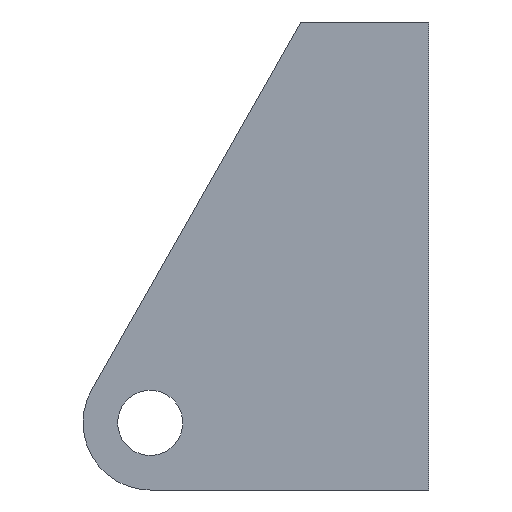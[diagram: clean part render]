
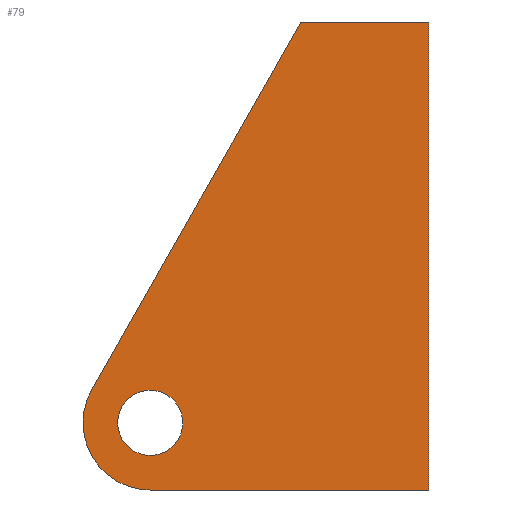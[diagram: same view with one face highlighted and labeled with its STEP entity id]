
A CAD part, left-side view. The second image highlights one B-rep face of the part: STEP entity #79.
In plain terms, the highlighted planar face has unit normal (-1, 0, 0).
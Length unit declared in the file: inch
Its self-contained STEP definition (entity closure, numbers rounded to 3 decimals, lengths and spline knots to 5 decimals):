
#20 = CARTESIAN_POINT ( 'NONE',  ( -1.28, 0., 0. ) ) ;
#29 = AXIS2_PLACEMENT_3D ( 'NONE', #125, #188, #554 ) ;
#40 = CIRCLE ( 'NONE', #658, 0.16 ) ;
#45 = EDGE_CURVE ( 'NONE', #141, #636, #328, .T. ) ;
#51 = VERTEX_POINT ( 'NONE', #56 ) ;
#56 = CARTESIAN_POINT ( 'NONE',  ( -1.28, 1.37, -2.3 ) ) ;
#59 = PLANE ( 'NONE',  #29 ) ;
#60 = CARTESIAN_POINT ( 'NONE',  ( -1.28, 0., -2.3 ) ) ;
#71 = DIRECTION ( 'NONE',  ( 0., -0.494, 0.869 ) ) ;
#79 = ADVANCED_FACE ( 'NONE', ( #625, #558 ), #59, .F. ) ;
#100 = LINE ( 'NONE', #151, #738 ) ;
#102 = CARTESIAN_POINT ( 'NONE',  ( -1.28, 1.37, -1.97 ) ) ;
#105 = DIRECTION ( 'NONE',  ( 0., 0., -1. ) ) ;
#125 = CARTESIAN_POINT ( 'NONE',  ( -1.28, 1.37, -1.97 ) ) ;
#133 = ORIENTED_EDGE ( 'NONE', *, *, #491, .F. ) ;
#141 = VERTEX_POINT ( 'NONE', #385 ) ;
#151 = CARTESIAN_POINT ( 'NONE',  ( -1.28, 0., -2.3 ) ) ;
#164 = CIRCLE ( 'NONE', #331, 0.16 ) ;
#188 = DIRECTION ( 'NONE',  ( 1., 0., 0. ) ) ;
#208 = EDGE_CURVE ( 'NONE', #645, #141, #776, .T. ) ;
#279 = EDGE_LOOP ( 'NONE', ( #669, #775, #501, #133, #578 ) ) ;
#293 = VECTOR ( 'NONE', #413, 39.37008 ) ;
#297 = DIRECTION ( 'NONE',  ( 0., 0., -1. ) ) ;
#308 = EDGE_LOOP ( 'NONE', ( #475, #371 ) ) ;
#309 = EDGE_CURVE ( 'NONE', #636, #354, #555, .T. ) ;
#328 = LINE ( 'NONE', #684, #721 ) ;
#331 = AXIS2_PLACEMENT_3D ( 'NONE', #779, #428, #297 ) ;
#354 = VERTEX_POINT ( 'NONE', #60 ) ;
#355 = CARTESIAN_POINT ( 'NONE',  ( -1.28, 1.37, -1.97 ) ) ;
#363 = DIRECTION ( 'NONE',  ( 1., 0., 0. ) ) ;
#371 = ORIENTED_EDGE ( 'NONE', *, *, #666, .T. ) ;
#385 = CARTESIAN_POINT ( 'NONE',  ( -1.28, 0.63, 0. ) ) ;
#413 = DIRECTION ( 'NONE',  ( 0., 0., -1. ) ) ;
#422 = CARTESIAN_POINT ( 'NONE',  ( -1.28, 1.37, -1.81 ) ) ;
#428 = DIRECTION ( 'NONE',  ( 1., 0., 0. ) ) ;
#466 = CARTESIAN_POINT ( 'NONE',  ( -1.28, 1.65691, -1.80695 ) ) ;
#473 = DIRECTION ( 'NONE',  ( 0., 0., -1. ) ) ;
#475 = ORIENTED_EDGE ( 'NONE', *, *, #760, .T. ) ;
#491 = EDGE_CURVE ( 'NONE', #354, #51, #100, .T. ) ;
#498 = CARTESIAN_POINT ( 'NONE',  ( -1.28, 0.63, 0. ) ) ;
#501 = ORIENTED_EDGE ( 'NONE', *, *, #644, .F. ) ;
#554 = DIRECTION ( 'NONE',  ( 0., 0., -1. ) ) ;
#555 = LINE ( 'NONE', #20, #293 ) ;
#558 = FACE_OUTER_BOUND ( 'NONE', #279, .T. ) ;
#559 = DIRECTION ( 'NONE',  ( 0., -1., 0. ) ) ;
#578 = ORIENTED_EDGE ( 'NONE', *, *, #309, .F. ) ;
#588 = DIRECTION ( 'NONE',  ( 1., 0., 0. ) ) ;
#590 = CARTESIAN_POINT ( 'NONE',  ( -1.28, 0., 0. ) ) ;
#592 = AXIS2_PLACEMENT_3D ( 'NONE', #355, #588, #473 ) ;
#601 = VERTEX_POINT ( 'NONE', #422 ) ;
#625 = FACE_BOUND ( 'NONE', #308, .T. ) ;
#632 = DIRECTION ( 'NONE',  ( 0., 1., 0. ) ) ;
#636 = VERTEX_POINT ( 'NONE', #590 ) ;
#644 = EDGE_CURVE ( 'NONE', #51, #645, #657, .T. ) ;
#645 = VERTEX_POINT ( 'NONE', #466 ) ;
#648 = CARTESIAN_POINT ( 'NONE',  ( -1.28, 1.37, -2.13 ) ) ;
#657 = CIRCLE ( 'NONE', #592, 0.33 ) ;
#658 = AXIS2_PLACEMENT_3D ( 'NONE', #102, #363, #105 ) ;
#666 = EDGE_CURVE ( 'NONE', #601, #683, #40, .T. ) ;
#669 = ORIENTED_EDGE ( 'NONE', *, *, #45, .F. ) ;
#682 = VECTOR ( 'NONE', #71, 39.37008 ) ;
#683 = VERTEX_POINT ( 'NONE', #648 ) ;
#684 = CARTESIAN_POINT ( 'NONE',  ( -1.28, 0., 0. ) ) ;
#721 = VECTOR ( 'NONE', #559, 39.37008 ) ;
#738 = VECTOR ( 'NONE', #632, 39.37008 ) ;
#760 = EDGE_CURVE ( 'NONE', #683, #601, #164, .T. ) ;
#775 = ORIENTED_EDGE ( 'NONE', *, *, #208, .F. ) ;
#776 = LINE ( 'NONE', #498, #682 ) ;
#779 = CARTESIAN_POINT ( 'NONE',  ( -1.28, 1.37, -1.97 ) ) ;
